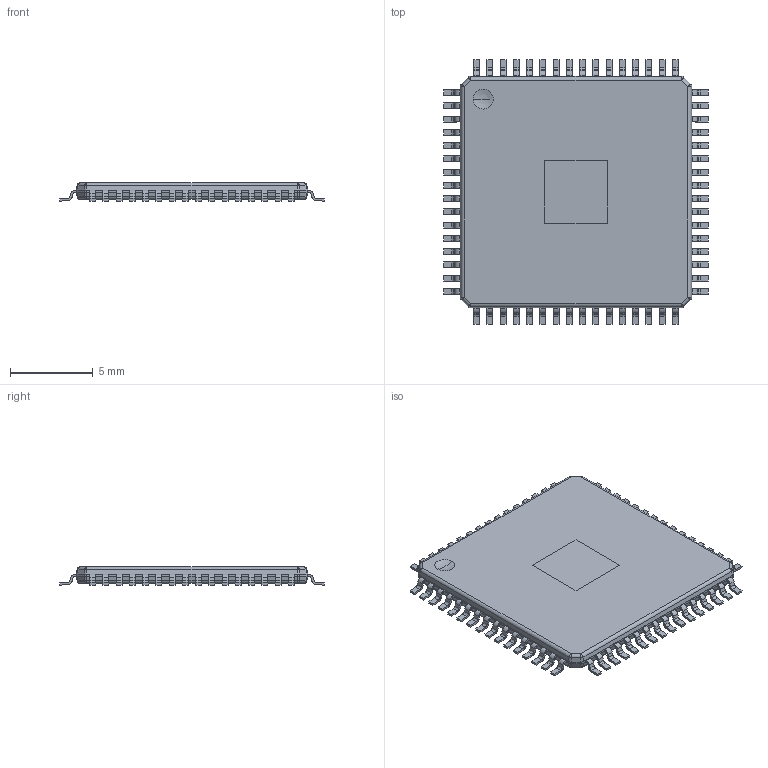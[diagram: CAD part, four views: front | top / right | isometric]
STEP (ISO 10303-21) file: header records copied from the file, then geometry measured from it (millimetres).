
FILE_DESCRIPTION((''),'2;1');
FILE_NAME('PHD0064A_ASM','2019-04-23T11:37:21',('a0412086'),(''),'CREO PARAMETRIC BY PTC INC, 2018020','CREO PARAMETRIC BY PTC INC, 2018020','');
FILE_SCHEMA(('AUTOMOTIVE_DESIGN { 1 0 10303 214 1 1 1 1 }'));
Length unit declared in the file: millimetre
Products named in the file (4): BODY-QFP; LEAD-QFP; THERMAL_PAD; PHD0064A_ASM
Assembly tree (66 placements, depth 2):
  PHD0064A_ASM
    BODY-QFP
    LEAD-QFP  x64
    THERMAL_PAD
Bounding box: 15.99 x 15.99 x 1.1 mm (x, y, z)
Volume: 196.3 mm3; surface area: 547.5 mm2
Topology: 66 solids, 66 shells, 991 faces, 2494 edges, 1635 vertices
Faces by surface type: plane 677, cylinder 296, sphere 18
Entity records: 4499 total; most frequent: CARTESIAN_POINT 679, DIRECTION 626, ORIENTED_EDGE 448, AXIS2_PLACEMENT_3D 239, PRESENTATION_STYLE_ASSIGNMENT 227, STYLED_ITEM 227, CURVE_STYLE 224, EDGE_CURVE 224
